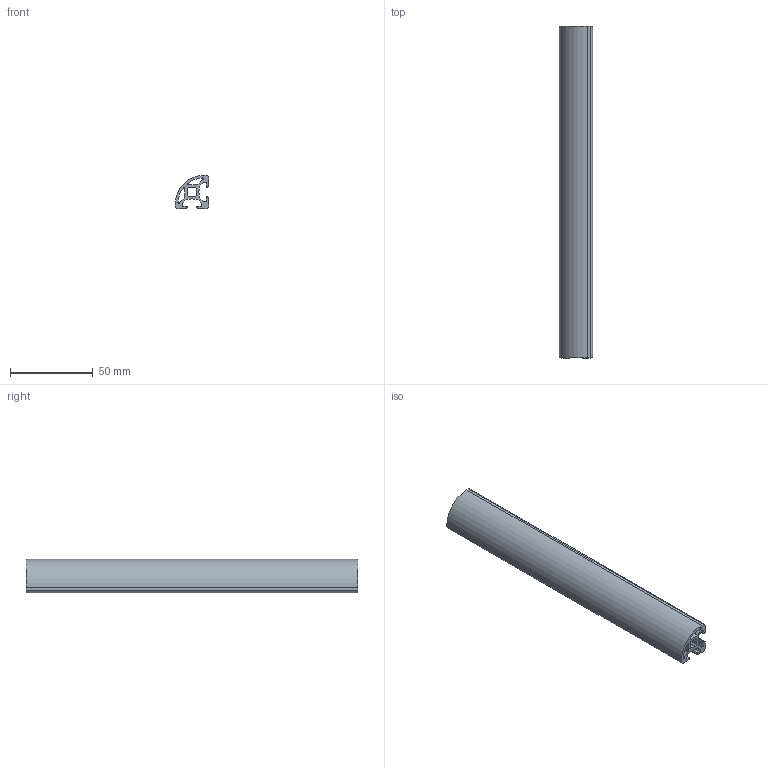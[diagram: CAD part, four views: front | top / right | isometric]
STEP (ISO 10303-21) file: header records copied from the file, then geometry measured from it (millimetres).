
FILE_DESCRIPTION (( 'STEP AP203' ), '1' );
FILE_NAME ('461992890_c_1.STEP', '2022-10-24T13:30:52', ( '' ), ( '' ), 'SwSTEP 2.0', 'SolidWorks 2014', '' );
FILE_SCHEMA (( 'CONFIG_CONTROL_DESIGN' ));
Length unit declared in the file: millimetre
Products named in the file (1): 461992890_c_1
Bounding box: 20 x 200 x 20 mm (x, y, z)
Volume: 32334.9 mm3; surface area: 35327.4 mm2
Topology: 1 solids, 1 shells, 106 faces, 312 edges, 208 vertices
Faces by surface type: cylinder 54, plane 52
Entity records: 3653 total; most frequent: DIRECTION 634, CARTESIAN_POINT 627, ORIENTED_EDGE 624, EDGE_CURVE 312, AXIS2_PLACEMENT_3D 215, VERTEX_POINT 208, VECTOR 204, LINE 204
